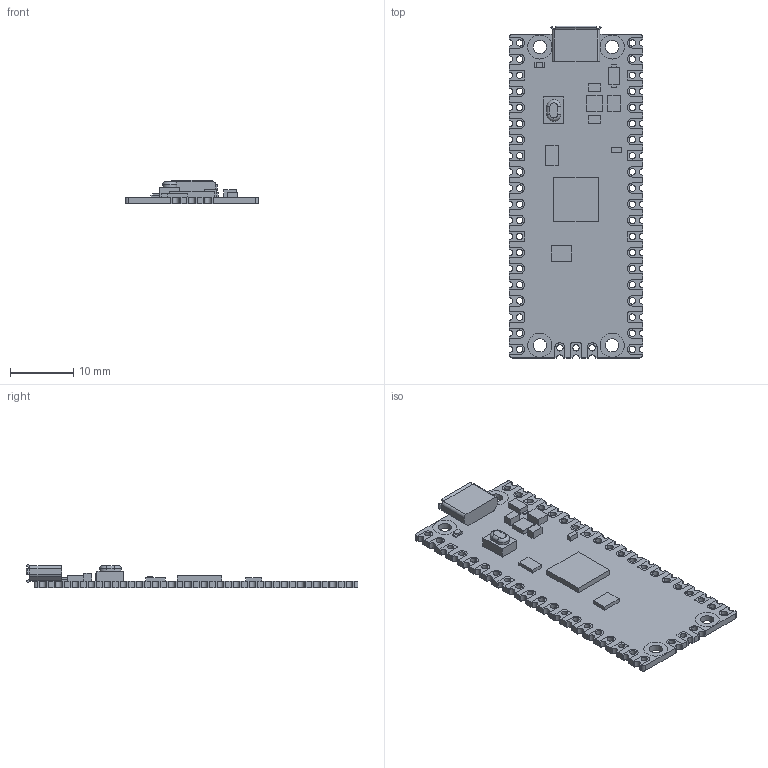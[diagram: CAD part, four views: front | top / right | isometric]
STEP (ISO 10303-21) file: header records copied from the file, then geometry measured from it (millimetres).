
FILE_DESCRIPTION(('FreeCAD Model'),'2;1');
FILE_NAME('Open CASCADE Shape Model','2025-05-08T09:28:37',( 'Peter S. Hollander'),('https://gitlab.com/recursivenomad/'), 'Open CASCADE STEP processor 7.6','FreeCAD','Unknown');
FILE_SCHEMA(('AUTOMOTIVE_DESIGN { 1 0 10303 214 1 1 1 1 }'));
Length unit declared in the file: millimetre
Products named in the file (2): RaspberryPi_Pico_KiCad; RaspberryPi_Pico_Module_KiCad
Assembly tree (1 placements, depth 2):
  RaspberryPi_Pico_KiCad
    RaspberryPi_Pico_Module_KiCad
Bounding box: 21 x 52.3 x 3.7 mm (x, y, z)
Volume: 1140.7 mm3; surface area: 2635.1 mm2
Topology: 1 solids, 1 shells, 473 faces, 1425 edges, 984 vertices
Faces by surface type: plane 349, cylinder 122, torus 2
Full cylindrical faces by diameter (mm): 1 x43, 2.1 x4
Entity records: 19736 total; most frequent: CARTESIAN_POINT 2884, ORIENTED_EDGE 2850, DIRECTION 2765, EDGE_CURVE 1425, LINE 1035, VECTOR 1035, VERTEX_POINT 984, AXIS2_PLACEMENT_3D 865
